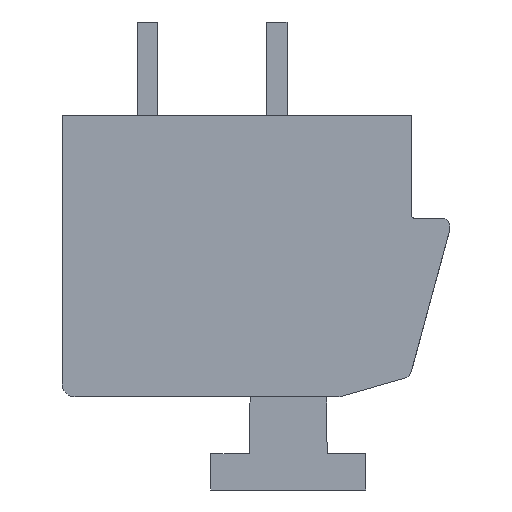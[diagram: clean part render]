
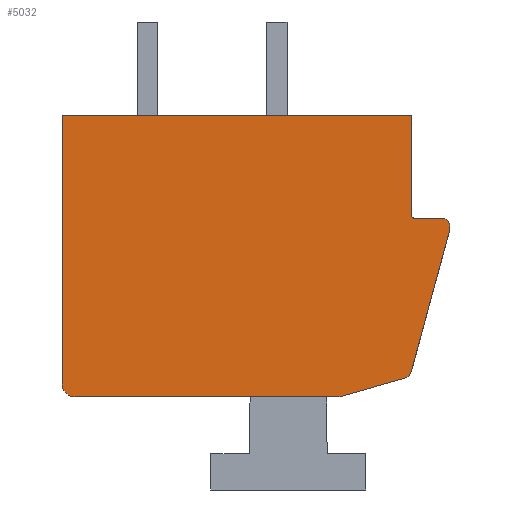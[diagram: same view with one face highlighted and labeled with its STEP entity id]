
A CAD part, front view. The second image highlights one B-rep face of the part: STEP entity #5032.
In plain terms, the highlighted planar face has unit normal (0, -1, 0).
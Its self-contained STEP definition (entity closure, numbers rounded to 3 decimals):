
#1=CARTESIAN_POINT('',(7.2,-38.75,1.15));
#2=DIRECTION('',(0.,-1.,0.));
#3=DIRECTION('',(1.,0.,0.));
#4=AXIS2_PLACEMENT_3D('',#1,#2,#3);
#6=DIRECTION('',(0.,0.,-1.));
#7=VECTOR('',#6,0.119);
#8=CARTESIAN_POINT('',(7.5,-38.75,1.15));
#9=LINE('',#8,#7);
#10=DIRECTION('',(0.262,0.,0.965));
#11=VECTOR('',#10,5.739);
#12=CARTESIAN_POINT('',(5.994,-38.75,-4.507));
#13=LINE('',#12,#11);
#14=CARTESIAN_POINT('',(5.705,-38.75,-4.428));
#15=DIRECTION('',(0.,-1.,0.));
#16=DIRECTION('',(0.274,0.,-0.962));
#17=AXIS2_PLACEMENT_3D('',#14,#15,#16);
#19=DIRECTION('',(0.962,0.,0.274));
#20=VECTOR('',#19,2.679);
#21=CARTESIAN_POINT('',(3.21,-38.75,-5.45));
#22=LINE('',#21,#20);
#23=DIRECTION('',(-1.,0.,0.));
#24=VECTOR('',#23,10.21);
#25=CARTESIAN_POINT('',(3.21,-38.75,-5.45));
#26=LINE('',#25,#24);
#27=CARTESIAN_POINT('',(-7.,-38.75,-4.95));
#28=DIRECTION('',(0.,-1.,0.));
#29=DIRECTION('',(-1.,0.,0.));
#30=AXIS2_PLACEMENT_3D('',#27,#28,#29);
#32=DIRECTION('',(0.,0.,1.));
#33=VECTOR('',#32,10.4);
#34=CARTESIAN_POINT('',(-7.5,-38.75,-4.95));
#35=LINE('',#34,#33);
#36=DIRECTION('',(1.,0.,0.));
#37=VECTOR('',#36,13.5);
#38=CARTESIAN_POINT('',(-7.5,-38.75,5.45));
#39=LINE('',#38,#37);
#40=DIRECTION('',(0.,0.,-1.));
#41=VECTOR('',#40,3.85);
#42=CARTESIAN_POINT('',(6.,-38.75,5.45));
#43=LINE('',#42,#41);
#44=DIRECTION('',(1.,0.,0.));
#45=VECTOR('',#44,1.05);
#46=CARTESIAN_POINT('',(6.15,-38.75,1.45));
#47=LINE('',#46,#45);
#60=CARTESIAN_POINT('',(6.15,-38.75,1.6));
#61=DIRECTION('',(0.,1.,0.));
#62=DIRECTION('',(0.,0.,-1.));
#63=AXIS2_PLACEMENT_3D('',#60,#61,#62);
#4009=CARTESIAN_POINT('',(-7.5,-38.75,5.45));
#4010=CARTESIAN_POINT('',(6.,-38.75,5.45));
#4011=VERTEX_POINT('',#4009);
#4012=VERTEX_POINT('',#4010);
#4013=CARTESIAN_POINT('',(6.,-38.75,1.6));
#4014=VERTEX_POINT('',#4013);
#4015=CARTESIAN_POINT('',(6.15,-38.75,1.45));
#4016=VERTEX_POINT('',#4015);
#4017=CARTESIAN_POINT('',(7.5,-38.75,1.15));
#4018=CARTESIAN_POINT('',(7.2,-38.75,1.45));
#4019=VERTEX_POINT('',#4017);
#4020=VERTEX_POINT('',#4018);
#4021=CARTESIAN_POINT('',(5.787,-38.75,-4.716));
#4022=CARTESIAN_POINT('',(5.994,-38.75,-4.507));
#4023=VERTEX_POINT('',#4021);
#4024=VERTEX_POINT('',#4022);
#4025=CARTESIAN_POINT('',(-7.5,-38.75,-4.95));
#4026=CARTESIAN_POINT('',(-7.,-38.75,-5.45));
#4027=VERTEX_POINT('',#4025);
#4028=VERTEX_POINT('',#4026);
#4029=CARTESIAN_POINT('',(3.21,-38.75,-5.45));
#4030=VERTEX_POINT('',#4029);
#4031=CARTESIAN_POINT('',(7.5,-38.75,1.031));
#4032=VERTEX_POINT('',#4031);
#5001=CARTESIAN_POINT('',(0.,-38.75,0.));
#5002=DIRECTION('',(0.,1.,0.));
#5003=DIRECTION('',(1.,0.,0.));
#5004=AXIS2_PLACEMENT_3D('',#5001,#5002,#5003);
#5005=PLANE('',#5004);
#5007=ORIENTED_EDGE('',*,*,#5006,.F.);
#5009=ORIENTED_EDGE('',*,*,#5008,.T.);
#5011=ORIENTED_EDGE('',*,*,#5010,.F.);
#5013=ORIENTED_EDGE('',*,*,#5012,.F.);
#5015=ORIENTED_EDGE('',*,*,#5014,.F.);
#5017=ORIENTED_EDGE('',*,*,#5016,.T.);
#5019=ORIENTED_EDGE('',*,*,#5018,.F.);
#5021=ORIENTED_EDGE('',*,*,#5020,.T.);
#5023=ORIENTED_EDGE('',*,*,#5022,.T.);
#5025=ORIENTED_EDGE('',*,*,#5024,.T.);
#5027=ORIENTED_EDGE('',*,*,#5026,.F.);
#5029=ORIENTED_EDGE('',*,*,#5028,.T.);
#5030=EDGE_LOOP('',(#5007,#5009,#5011,#5013,#5015,#5017,#5019,#5021,#5023,#5025,
#5027,#5029));
#5031=FACE_OUTER_BOUND('',#5030,.F.);
#5032=ADVANCED_FACE('',(#5031),#5005,.F.);
#5=CIRCLE('',#4,0.3);
#18=CIRCLE('',#17,0.3);
#31=CIRCLE('',#30,0.5);
#64=CIRCLE('',#63,0.15);
#5006=EDGE_CURVE('',#4019,#4020,#5,.T.);
#5008=EDGE_CURVE('',#4019,#4032,#9,.T.);
#5010=EDGE_CURVE('',#4024,#4032,#13,.T.);
#5012=EDGE_CURVE('',#4023,#4024,#18,.T.);
#5014=EDGE_CURVE('',#4030,#4023,#22,.T.);
#5016=EDGE_CURVE('',#4030,#4028,#26,.T.);
#5018=EDGE_CURVE('',#4027,#4028,#31,.T.);
#5020=EDGE_CURVE('',#4027,#4011,#35,.T.);
#5022=EDGE_CURVE('',#4011,#4012,#39,.T.);
#5024=EDGE_CURVE('',#4012,#4014,#43,.T.);
#5026=EDGE_CURVE('',#4016,#4014,#64,.T.);
#5028=EDGE_CURVE('',#4016,#4020,#47,.T.);
